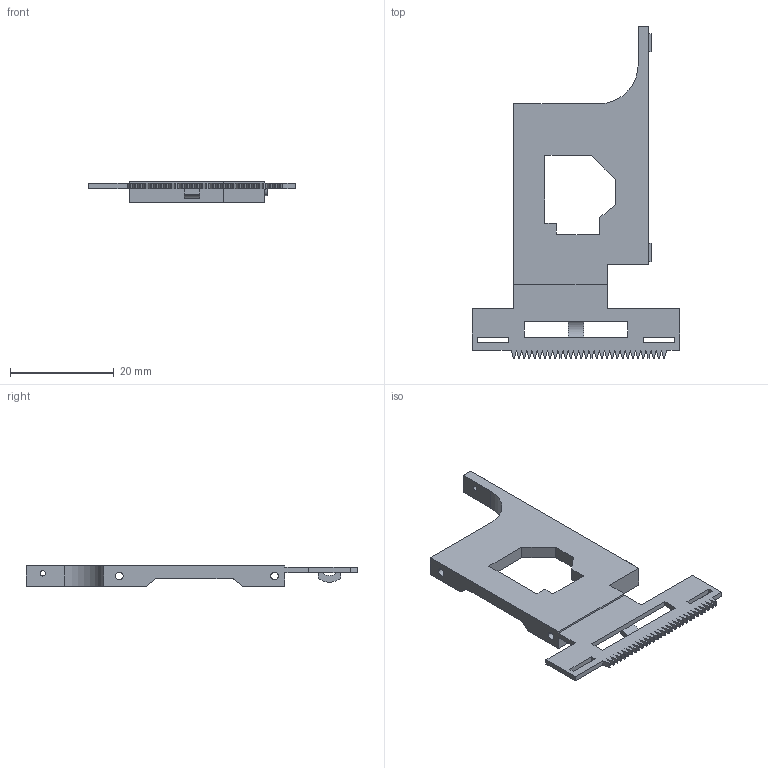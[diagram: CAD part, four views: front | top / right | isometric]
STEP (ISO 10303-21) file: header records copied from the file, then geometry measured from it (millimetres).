
FILE_DESCRIPTION(('produced by SPATIAL CORP'),'2;1');
FILE_NAME( 'laser_base_.hh.sat.stp' ,'2002-04-19T14:02:43+00:00',('SPATIAL CORP'),('SPATIAL CORP'), 'ACIS STEP Husk','http://www.spatial.com','SPATIAL CORP');
FILE_SCHEMA(('CONFIG_CONTROL_DESIGN'));
Length unit declared in the file: millimetre
Products named in the file (1): PRODUCT_ID_1
Bounding box: 40 x 64.11 x 4 mm (x, y, z)
Volume: 2804.4 mm3; surface area: 3422.4 mm2
Topology: 1 solids, 1 shells, 179 faces, 523 edges, 346 vertices
Faces by surface type: plane 164, cylinder 15
Entity records: 5946 total; most frequent: CARTESIAN_POINT 1062, ORIENTED_EDGE 1046, DIRECTION 907, EDGE_CURVE 523, VECTOR 493, LINE 493, VERTEX_POINT 346, AXIS2_PLACEMENT_3D 207
